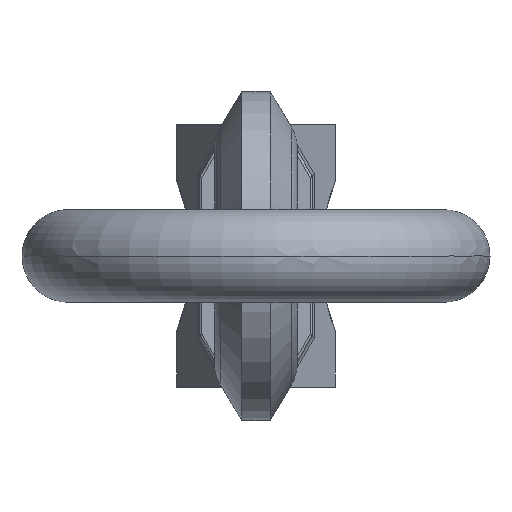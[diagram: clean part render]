
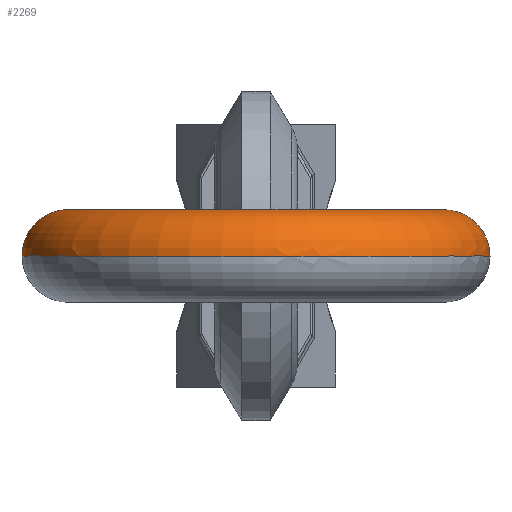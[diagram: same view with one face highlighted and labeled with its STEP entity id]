
A CAD part, left-side view. The second image highlights one B-rep face of the part: STEP entity #2269.
In plain terms, the highlighted toroidal (fillet/blend) face has major radius 73 mm and minor radius 18 mm.
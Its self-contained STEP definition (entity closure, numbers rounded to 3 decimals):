
#14=CARTESIAN_POINT('',(92.5,73.,0.));
#15=DIRECTION('',(-1.,0.,0.));
#16=DIRECTION('',(0.,-1.,0.));
#17=AXIS2_PLACEMENT_3D('',#14,#15,#16);
#528=CARTESIAN_POINT('',(92.5,-73.,0.));
#529=DIRECTION('',(-1.,0.,0.));
#530=DIRECTION('',(0.,-1.,0.));
#531=AXIS2_PLACEMENT_3D('',#528,#529,#530);
#541=CARTESIAN_POINT('',(92.5,55.,0.));
#542=CARTESIAN_POINT('',(89.3,55.,0.));
#543=CARTESIAN_POINT('',(82.901,54.44,
0.));
#544=CARTESIAN_POINT('',(73.593,51.946,
0.));
#545=CARTESIAN_POINT('',(64.86,47.874,
0.));
#546=CARTESIAN_POINT('',(56.967,42.347,
0.));
#547=CARTESIAN_POINT('',(50.153,35.533,
0.));
#548=CARTESIAN_POINT('',(44.626,27.64,
0.));
#549=CARTESIAN_POINT('',(40.554,18.907,
0.));
#550=CARTESIAN_POINT('',(38.06,9.599,
0.));
#551=CARTESIAN_POINT('',(37.22,0.,
0.));
#552=CARTESIAN_POINT('',(38.06,-9.599,
0.));
#553=CARTESIAN_POINT('',(40.554,-18.907,
0.));
#554=CARTESIAN_POINT('',(44.626,-27.64,
0.));
#555=CARTESIAN_POINT('',(50.153,-35.533,
0.));
#556=CARTESIAN_POINT('',(56.967,-42.347,
0.));
#557=CARTESIAN_POINT('',(64.86,-47.874,
0.));
#558=CARTESIAN_POINT('',(73.593,-51.946,
0.));
#559=CARTESIAN_POINT('',(82.901,-54.44,
0.));
#560=CARTESIAN_POINT('',(89.3,-55.,0.));
#561=CARTESIAN_POINT('',(92.5,-55.,0.));
#563=CARTESIAN_POINT('',(92.5,-91.,0.));
#564=CARTESIAN_POINT('',(87.735,-91.,0.));
#565=CARTESIAN_POINT('',(78.206,-90.25,
0.));
#566=CARTESIAN_POINT('',(64.264,-86.903,
0.));
#567=CARTESIAN_POINT('',(51.017,-81.416,
0.));
#568=CARTESIAN_POINT('',(38.791,-73.924,
0.));
#569=CARTESIAN_POINT('',(27.888,-64.612,0.));
#570=CARTESIAN_POINT('',(18.576,-53.709,0.));
#571=CARTESIAN_POINT('',(11.084,-41.483,0.));
#572=CARTESIAN_POINT('',(5.597,-28.236,0.));
#573=CARTESIAN_POINT('',(2.25,-14.294,0.));
#574=CARTESIAN_POINT('',(1.125,0.,0.));
#575=CARTESIAN_POINT('',(2.25,14.294,0.));
#576=CARTESIAN_POINT('',(5.597,28.236,0.));
#577=CARTESIAN_POINT('',(11.084,41.483,0.));
#578=CARTESIAN_POINT('',(18.576,53.709,0.));
#579=CARTESIAN_POINT('',(27.888,64.612,0.));
#580=CARTESIAN_POINT('',(38.791,73.924,
0.));
#581=CARTESIAN_POINT('',(51.017,81.416,0.));
#582=CARTESIAN_POINT('',(64.264,86.903,
0.));
#583=CARTESIAN_POINT('',(78.206,90.25,0.));
#584=CARTESIAN_POINT('',(87.735,91.,0.));
#585=CARTESIAN_POINT('',(92.5,91.,0.));
#1714=CARTESIAN_POINT('',(92.5,-55.,0.));
#1715=VERTEX_POINT('',#1714);
#1716=CARTESIAN_POINT('',(92.5,-91.,0.));
#1717=VERTEX_POINT('',#1716);
#1718=VERTEX_POINT('',#541);
#1719=VERTEX_POINT('',#585);
#2256=CARTESIAN_POINT('',(92.5,0.,0.));
#2257=DIRECTION('',(0.,0.,1.));
#2258=DIRECTION('',(0.,-1.,0.));
#2259=AXIS2_PLACEMENT_3D('',#2256,#2257,#2258);
#2260=TOROIDAL_SURFACE('',#2259,73.,18.);
#2261=ORIENTED_EDGE('',*,*,#2022,.F.);
#2263=ORIENTED_EDGE('',*,*,#2262,.T.);
#2264=ORIENTED_EDGE('',*,*,#2246,.F.);
#2266=ORIENTED_EDGE('',*,*,#2265,.T.);
#2267=EDGE_LOOP('',(#2261,#2263,#2264,#2266));
#2268=FACE_OUTER_BOUND('',#2267,.F.);
#2269=ADVANCED_FACE('',(#2268),#2260,.T.);
#18=CIRCLE('',#17,18.);
#532=CIRCLE('',#531,18.);
#562=B_SPLINE_CURVE_WITH_KNOTS('',3,(#541,#542,#543,#544,#545,#546,#547,#548,
#549,#550,#551,#552,#553,#554,#555,#556,#557,#558,#559,#560,#561),.UNSPECIFIED.,
.F.,.F.,(4,1,1,1,1,1,1,1,1,1,1,1,1,1,1,1,1,1,4),(0.,0.056,
0.111,0.167,0.222,0.278,
0.333,0.389,0.444,0.5,0.556,
0.611,0.667,0.722,0.778,
0.833,0.889,0.944,1.),.UNSPECIFIED.);
#586=B_SPLINE_CURVE_WITH_KNOTS('',3,(#563,#564,#565,#566,#567,#568,#569,#570,
#571,#572,#573,#574,#575,#576,#577,#578,#579,#580,#581,#582,#583,#584,#585),
.UNSPECIFIED.,.F.,.F.,(4,1,1,1,1,1,1,1,1,1,1,1,1,1,1,1,1,1,1,1,4),(0.,0.05,
0.1,0.15,0.2,0.25,0.3,0.35,0.4,0.45,0.5,0.55,0.6,0.65,
0.7,0.75,0.8,0.85,0.9,0.95,1.),.UNSPECIFIED.);
#2022=EDGE_CURVE('',#1718,#1719,#18,.T.);
#2246=EDGE_CURVE('',#1717,#1715,#532,.T.);
#2262=EDGE_CURVE('',#1718,#1715,#562,.T.);
#2265=EDGE_CURVE('',#1717,#1719,#586,.T.);
